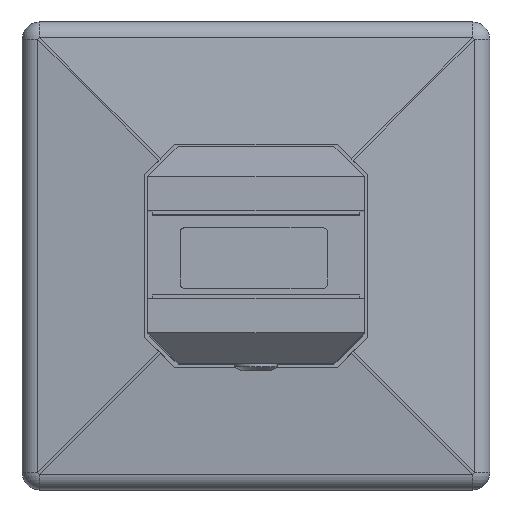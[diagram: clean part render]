
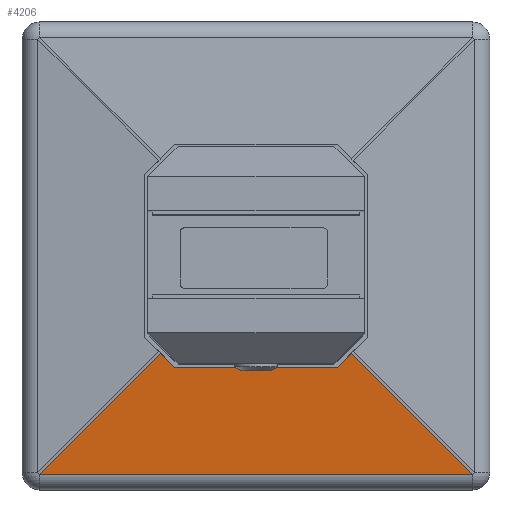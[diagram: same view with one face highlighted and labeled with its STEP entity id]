
A CAD part, top view. The second image highlights one B-rep face of the part: STEP entity #4206.
In plain terms, the highlighted planar face has unit normal (0, -0.088, 0.996).
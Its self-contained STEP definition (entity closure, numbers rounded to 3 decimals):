
#149 = LINE ( 'NONE', #8542, #12913 ) ;
#241 = EDGE_CURVE ( 'NONE', #8178, #5961, #149, .T. ) ;
#275 = AXIS2_PLACEMENT_3D ( 'NONE', #11255, #10520, #11390 ) ;
#436 = CARTESIAN_POINT ( 'NONE',  ( 22.073, -22.427, 23.806 ) ) ;
#1229 = ORIENTED_EDGE ( 'NONE', *, *, #2236, .F. ) ;
#1891 = ORIENTED_EDGE ( 'NONE', *, *, #5173, .T. ) ;
#1942 = VERTEX_POINT ( 'NONE', #3920 ) ;
#2157 = DIRECTION ( 'NONE',  ( -0.706, 0.706, 0.063 ) ) ;
#2236 = EDGE_CURVE ( 'NONE', #8707, #8178, #11589, .T. ) ;
#2473 = VECTOR ( 'NONE', #5898, 1000. ) ;
#2712 = VECTOR ( 'NONE', #12957, 1000. ) ;
#2713 = EDGE_CURVE ( 'NONE', #1942, #5962, #3758, .T. ) ;
#3758 = LINE ( 'NONE', #10829, #11075 ) ;
#3920 = CARTESIAN_POINT ( 'NONE',  ( -22.073, -22.427, 23.806 ) ) ;
#4206 = ADVANCED_FACE ( 'NONE', ( #13215 ), #7154, .F. ) ;
#4435 = DIRECTION ( 'NONE',  ( 0.706, 0.706, 0.063 ) ) ;
#4470 = CARTESIAN_POINT ( 'NONE',  ( -50., -50.354, 21.324 ) ) ;
#5173 = EDGE_CURVE ( 'NONE', #9731, #5961, #7932, .T. ) ;
#5762 = EDGE_LOOP ( 'NONE', ( #8856, #7565, #12604, #1891, #8762, #1229 ) ) ;
#5898 = DIRECTION ( 'NONE',  ( -1., 0., 0. ) ) ;
#5961 = VERTEX_POINT ( 'NONE', #436 ) ;
#5962 = VERTEX_POINT ( 'NONE', #4470 ) ;
#6521 = CARTESIAN_POINT ( 'NONE',  ( 18.75, -25.75, 23.511 ) ) ;
#6705 = CARTESIAN_POINT ( 'NONE',  ( 14.721, -59.221, 20.536 ) ) ;
#6805 = CARTESIAN_POINT ( 'NONE',  ( 54., -25.75, 23.511 ) ) ;
#7154 = PLANE ( 'NONE',  #275 ) ;
#7565 = ORIENTED_EDGE ( 'NONE', *, *, #2713, .T. ) ;
#7643 = CARTESIAN_POINT ( 'NONE',  ( 50., -50.354, 21.324 ) ) ;
#7689 = DIRECTION ( 'NONE',  ( 1., 0., 0. ) ) ;
#7860 = LINE ( 'NONE', #13101, #2473 ) ;
#7932 = LINE ( 'NONE', #12035, #11322 ) ;
#8178 = VERTEX_POINT ( 'NONE', #6521 ) ;
#8399 = EDGE_CURVE ( 'NONE', #9731, #5962, #7860, .T. ) ;
#8542 = CARTESIAN_POINT ( 'NONE',  ( 39.066, -5.434, 25.317 ) ) ;
#8594 = CARTESIAN_POINT ( 'NONE',  ( -18.75, -25.75, 23.511 ) ) ;
#8707 = VERTEX_POINT ( 'NONE', #8594 ) ;
#8762 = ORIENTED_EDGE ( 'NONE', *, *, #241, .F. ) ;
#8811 = DIRECTION ( 'NONE',  ( -0.706, -0.706, -0.063 ) ) ;
#8856 = ORIENTED_EDGE ( 'NONE', *, *, #9788, .F. ) ;
#9657 = LINE ( 'NONE', #6705, #2712 ) ;
#9731 = VERTEX_POINT ( 'NONE', #7643 ) ;
#9788 = EDGE_CURVE ( 'NONE', #1942, #8707, #9657, .T. ) ;
#10520 = DIRECTION ( 'NONE',  ( 0., 0.089, -0.996 ) ) ;
#10829 = CARTESIAN_POINT ( 'NONE',  ( -50.176, -50.531, 21.308 ) ) ;
#11075 = VECTOR ( 'NONE', #8811, 1000. ) ;
#11255 = CARTESIAN_POINT ( 'NONE',  ( 54., -20.25, 24. ) ) ;
#11322 = VECTOR ( 'NONE', #2157, 1000. ) ;
#11390 = DIRECTION ( 'NONE',  ( 0., 0.996, 0.089 ) ) ;
#11589 = LINE ( 'NONE', #6805, #11856 ) ;
#11856 = VECTOR ( 'NONE', #7689, 1000. ) ;
#12035 = CARTESIAN_POINT ( 'NONE',  ( 20.072, -20.426, 23.984 ) ) ;
#12604 = ORIENTED_EDGE ( 'NONE', *, *, #8399, .F. ) ;
#12913 = VECTOR ( 'NONE', #4435, 1000. ) ;
#12957 = DIRECTION ( 'NONE',  ( 0.706, -0.706, -0.063 ) ) ;
#13101 = CARTESIAN_POINT ( 'NONE',  ( 54., -50.354, 21.324 ) ) ;
#13215 = FACE_OUTER_BOUND ( 'NONE', #5762, .T. ) ;
